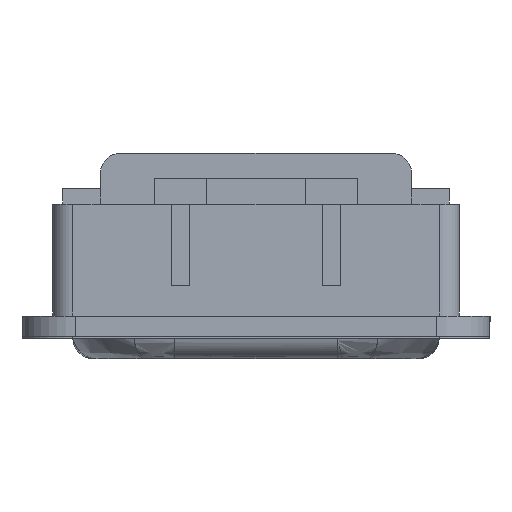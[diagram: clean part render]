
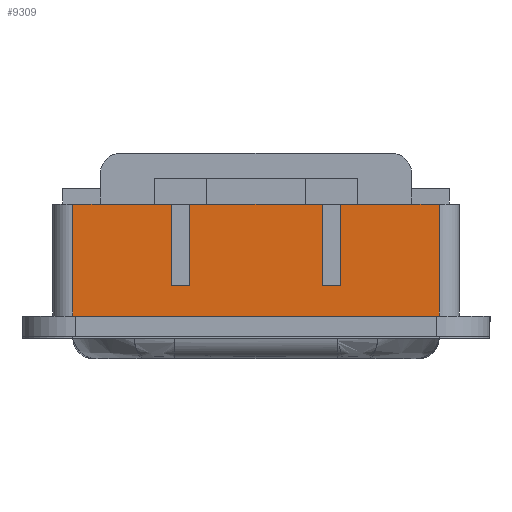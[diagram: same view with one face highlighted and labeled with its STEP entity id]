
A CAD part, left-side view. The second image highlights one B-rep face of the part: STEP entity #9309.
In plain terms, the highlighted planar face has unit normal (-1, 0, 0).
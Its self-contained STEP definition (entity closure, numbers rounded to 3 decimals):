
#25 = CARTESIAN_POINT ( 'NONE',  ( -80., 0., 0. ) ) ;
#62 = CARTESIAN_POINT ( 'NONE',  ( -80., 8.3, 8. ) ) ;
#80 = LINE ( 'NONE', #6252, #12368 ) ;
#112 = PLANE ( 'NONE',  #13550 ) ;
#220 = VERTEX_POINT ( 'NONE', #4577 ) ;
#324 = EDGE_CURVE ( 'NONE', #8842, #2876, #2218, .T. ) ;
#447 = FACE_OUTER_BOUND ( 'NONE', #9110, .T. ) ;
#594 = DIRECTION ( 'NONE',  ( 0., -1., 0. ) ) ;
#734 = VECTOR ( 'NONE', #8472, 1000. ) ;
#1235 = DIRECTION ( 'NONE',  ( 0., 1., 0. ) ) ;
#1324 = DIRECTION ( 'NONE',  ( 0., 1., 0. ) ) ;
#1440 = CARTESIAN_POINT ( 'NONE',  ( -80., -13., 0. ) ) ;
#1527 = VERTEX_POINT ( 'NONE', #3288 ) ;
#1804 = ORIENTED_EDGE ( 'NONE', *, *, #324, .F. ) ;
#1831 = VECTOR ( 'NONE', #9106, 1000. ) ;
#2151 = LINE ( 'NONE', #12167, #12908 ) ;
#2218 = LINE ( 'NONE', #3252, #3935 ) ;
#2281 = CARTESIAN_POINT ( 'NONE',  ( -80., -18., 0. ) ) ;
#2428 = EDGE_CURVE ( 'NONE', #1527, #220, #13343, .T. ) ;
#2535 = ORIENTED_EDGE ( 'NONE', *, *, #5331, .T. ) ;
#2686 = LINE ( 'NONE', #8294, #11017 ) ;
#2698 = ORIENTED_EDGE ( 'NONE', *, *, #6670, .T. ) ;
#2805 = LINE ( 'NONE', #12582, #7908 ) ;
#2876 = VERTEX_POINT ( 'NONE', #9422 ) ;
#3114 = ORIENTED_EDGE ( 'NONE', *, *, #4664, .T. ) ;
#3247 = ORIENTED_EDGE ( 'NONE', *, *, #4769, .F. ) ;
#3252 = CARTESIAN_POINT ( 'NONE',  ( -80., 6.5, 0. ) ) ;
#3288 = CARTESIAN_POINT ( 'NONE',  ( -80., -8.3, 8. ) ) ;
#3582 = VERTEX_POINT ( 'NONE', #8861 ) ;
#3620 = VECTOR ( 'NONE', #1324, 1000. ) ;
#3665 = LINE ( 'NONE', #6517, #734 ) ;
#3918 = EDGE_CURVE ( 'NONE', #1527, #11912, #14129, .T. ) ;
#3935 = VECTOR ( 'NONE', #9645, 1000. ) ;
#4082 = DIRECTION ( 'NONE',  ( 0., 0., -1. ) ) ;
#4292 = VERTEX_POINT ( 'NONE', #12290 ) ;
#4484 = VERTEX_POINT ( 'NONE', #12526 ) ;
#4577 = CARTESIAN_POINT ( 'NONE',  ( -80., -6.5, 8. ) ) ;
#4664 = EDGE_CURVE ( 'NONE', #3582, #4484, #2686, .T. ) ;
#4769 = EDGE_CURVE ( 'NONE', #220, #13701, #5618, .T. ) ;
#5188 = ORIENTED_EDGE ( 'NONE', *, *, #13802, .F. ) ;
#5331 = EDGE_CURVE ( 'NONE', #4484, #9103, #5923, .T. ) ;
#5618 = LINE ( 'NONE', #9714, #13431 ) ;
#5653 = EDGE_CURVE ( 'NONE', #3582, #4292, #2151, .T. ) ;
#5923 = LINE ( 'NONE', #12095, #6614 ) ;
#6205 = VERTEX_POINT ( 'NONE', #62 ) ;
#6228 = CARTESIAN_POINT ( 'NONE',  ( -80., 8.3, 0. ) ) ;
#6252 = CARTESIAN_POINT ( 'NONE',  ( -80., -18., 0. ) ) ;
#6303 = CARTESIAN_POINT ( 'NONE',  ( -80., 8.3, 8. ) ) ;
#6517 = CARTESIAN_POINT ( 'NONE',  ( -80., 6.5, 8. ) ) ;
#6614 = VECTOR ( 'NONE', #12153, 1000. ) ;
#6663 = EDGE_CURVE ( 'NONE', #14026, #4292, #80, .T. ) ;
#6670 = EDGE_CURVE ( 'NONE', #11912, #14026, #2805, .T. ) ;
#7321 = DIRECTION ( 'NONE',  ( 0., 0., 1. ) ) ;
#7357 = ORIENTED_EDGE ( 'NONE', *, *, #6663, .T. ) ;
#7394 = LINE ( 'NONE', #1440, #9585 ) ;
#7554 = CARTESIAN_POINT ( 'NONE',  ( -80., 6.5, 0. ) ) ;
#7756 = CARTESIAN_POINT ( 'NONE',  ( -80., -8.3, 8. ) ) ;
#7908 = VECTOR ( 'NONE', #594, 1000. ) ;
#8294 = CARTESIAN_POINT ( 'NONE',  ( -80., 18., 0. ) ) ;
#8364 = DIRECTION ( 'NONE',  ( 0., 0., -1. ) ) ;
#8472 = DIRECTION ( 'NONE',  ( 0., 1., 0. ) ) ;
#8842 = VERTEX_POINT ( 'NONE', #7554 ) ;
#8861 = CARTESIAN_POINT ( 'NONE',  ( -80., 18., 11. ) ) ;
#8893 = DIRECTION ( 'NONE',  ( 0., -1., 0. ) ) ;
#8918 = DIRECTION ( 'NONE',  ( 0., -1., 0. ) ) ;
#9050 = ORIENTED_EDGE ( 'NONE', *, *, #3918, .T. ) ;
#9103 = VERTEX_POINT ( 'NONE', #6228 ) ;
#9106 = DIRECTION ( 'NONE',  ( 0., 0., -1. ) ) ;
#9110 = EDGE_LOOP ( 'NONE', ( #2698, #7357, #13960, #3114, #2535, #5188, #10309, #1804, #13378, #3247, #10375, #9050 ) ) ;
#9309 = ADVANCED_FACE ( 'NONE', ( #447 ), #112, .F. ) ;
#9422 = CARTESIAN_POINT ( 'NONE',  ( -80., 6.5, 8. ) ) ;
#9585 = VECTOR ( 'NONE', #8918, 1000. ) ;
#9645 = DIRECTION ( 'NONE',  ( 0., 0., 1. ) ) ;
#9714 = CARTESIAN_POINT ( 'NONE',  ( -80., -6.5, 8. ) ) ;
#10309 = ORIENTED_EDGE ( 'NONE', *, *, #11437, .F. ) ;
#10375 = ORIENTED_EDGE ( 'NONE', *, *, #2428, .F. ) ;
#11017 = VECTOR ( 'NONE', #4082, 1000. ) ;
#11285 = EDGE_CURVE ( 'NONE', #8842, #13701, #7394, .T. ) ;
#11437 = EDGE_CURVE ( 'NONE', #2876, #6205, #3665, .T. ) ;
#11912 = VERTEX_POINT ( 'NONE', #13951 ) ;
#12095 = CARTESIAN_POINT ( 'NONE',  ( -80., -13., 0. ) ) ;
#12153 = DIRECTION ( 'NONE',  ( 0., -1., 0. ) ) ;
#12167 = CARTESIAN_POINT ( 'NONE',  ( -80., -20., 11. ) ) ;
#12290 = CARTESIAN_POINT ( 'NONE',  ( -80., -18., 11. ) ) ;
#12366 = DIRECTION ( 'NONE',  ( 0., 0., -1. ) ) ;
#12368 = VECTOR ( 'NONE', #7321, 1000. ) ;
#12399 = CARTESIAN_POINT ( 'NONE',  ( -80., -8.3, 8. ) ) ;
#12463 = LINE ( 'NONE', #6303, #13819 ) ;
#12526 = CARTESIAN_POINT ( 'NONE',  ( -80., 18., 0. ) ) ;
#12582 = CARTESIAN_POINT ( 'NONE',  ( -80., -13., 0. ) ) ;
#12908 = VECTOR ( 'NONE', #8893, 1000. ) ;
#13172 = DIRECTION ( 'NONE',  ( 1., 0., 0. ) ) ;
#13343 = LINE ( 'NONE', #7756, #3620 ) ;
#13378 = ORIENTED_EDGE ( 'NONE', *, *, #11285, .T. ) ;
#13431 = VECTOR ( 'NONE', #12366, 1000. ) ;
#13536 = CARTESIAN_POINT ( 'NONE',  ( -80., -6.5, 0. ) ) ;
#13550 = AXIS2_PLACEMENT_3D ( 'NONE', #25, #13172, #1235 ) ;
#13701 = VERTEX_POINT ( 'NONE', #13536 ) ;
#13802 = EDGE_CURVE ( 'NONE', #6205, #9103, #12463, .T. ) ;
#13819 = VECTOR ( 'NONE', #8364, 1000. ) ;
#13951 = CARTESIAN_POINT ( 'NONE',  ( -80., -8.3, 0. ) ) ;
#13960 = ORIENTED_EDGE ( 'NONE', *, *, #5653, .F. ) ;
#14026 = VERTEX_POINT ( 'NONE', #2281 ) ;
#14129 = LINE ( 'NONE', #12399, #1831 ) ;
